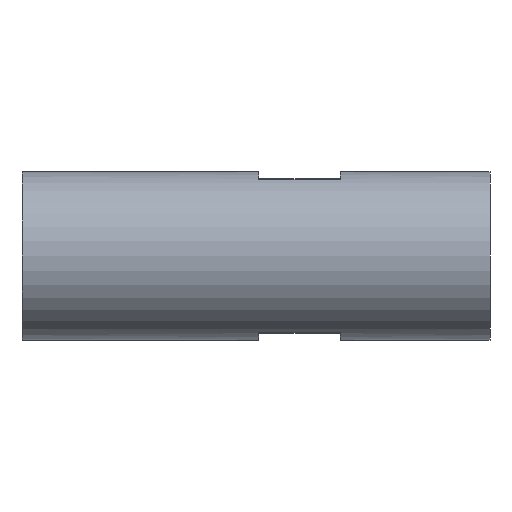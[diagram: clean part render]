
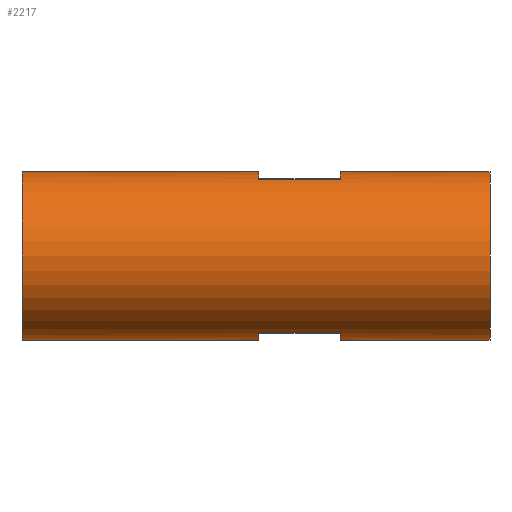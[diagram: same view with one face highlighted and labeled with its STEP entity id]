
A CAD part, front view. The second image highlights one B-rep face of the part: STEP entity #2217.
In plain terms, the highlighted cylindrical face has radius 31 mm (diameter 62 mm), a partial arc.
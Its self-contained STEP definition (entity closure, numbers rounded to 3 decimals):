
#1331=CYLINDRICAL_SURFACE('',#11752,31.);
#1687=FACE_OUTER_BOUND('',#3441,.T.);
#2217=ADVANCED_FACE('',(#1687),#1331,.T.);
#2956=CIRCLE('',#11745,31.);
#2957=CIRCLE('',#11747,31.);
#2958=CIRCLE('',#11748,31.);
#2959=CIRCLE('',#11749,31.);
#2960=CIRCLE('',#11750,31.);
#2961=CIRCLE('',#11751,31.);
#3441=EDGE_LOOP('',(#5668,#5669,#5670,#5671,#5672,#5673,#5674,#5675,#5676,
#5677,#5678,#5679));
#5668=ORIENTED_EDGE('',*,*,#8653,.F.);
#5669=ORIENTED_EDGE('',*,*,#8654,.T.);
#5670=ORIENTED_EDGE('',*,*,#8655,.F.);
#5671=ORIENTED_EDGE('',*,*,#8652,.T.);
#5672=ORIENTED_EDGE('',*,*,#8656,.F.);
#5673=ORIENTED_EDGE('',*,*,#8657,.T.);
#5674=ORIENTED_EDGE('',*,*,#8658,.F.);
#5675=ORIENTED_EDGE('',*,*,#8659,.T.);
#5676=ORIENTED_EDGE('',*,*,#8660,.T.);
#5677=ORIENTED_EDGE('',*,*,#8661,.T.);
#5678=ORIENTED_EDGE('',*,*,#8662,.T.);
#5679=ORIENTED_EDGE('',*,*,#8663,.T.);
#7313=VERTEX_POINT('',#22779);
#7314=VERTEX_POINT('',#22780);
#7315=VERTEX_POINT('',#22784);
#7316=VERTEX_POINT('',#22785);
#7317=VERTEX_POINT('',#22787);
#7318=VERTEX_POINT('',#22790);
#7319=VERTEX_POINT('',#22792);
#7320=VERTEX_POINT('',#22794);
#7321=VERTEX_POINT('',#22796);
#7322=VERTEX_POINT('',#22798);
#7323=VERTEX_POINT('',#22800);
#7324=VERTEX_POINT('',#22802);
#8652=EDGE_CURVE('',#7314,#7313,#2956,.T.);
#8653=EDGE_CURVE('',#7315,#7316,#9749,.T.);
#8654=EDGE_CURVE('',#7315,#7317,#2957,.T.);
#8655=EDGE_CURVE('',#7314,#7317,#9750,.T.);
#8656=EDGE_CURVE('',#7318,#7313,#9751,.T.);
#8657=EDGE_CURVE('',#7318,#7319,#2958,.T.);
#8658=EDGE_CURVE('',#7320,#7319,#9752,.T.);
#8659=EDGE_CURVE('',#7320,#7321,#2959,.T.);
#8660=EDGE_CURVE('',#7321,#7322,#9753,.T.);
#8661=EDGE_CURVE('',#7322,#7323,#2960,.T.);
#8662=EDGE_CURVE('',#7323,#7324,#9754,.T.);
#8663=EDGE_CURVE('',#7324,#7316,#2961,.T.);
#9749=LINE('',#22783,#10814);
#9750=LINE('',#22788,#10815);
#9751=LINE('',#22789,#10816);
#9752=LINE('',#22793,#10817);
#9753=LINE('',#22797,#10818);
#9754=LINE('',#22801,#10819);
#10814=VECTOR('',#13622,1.);
#10815=VECTOR('',#13625,1.);
#10816=VECTOR('',#13626,1.);
#10817=VECTOR('',#13629,1.);
#10818=VECTOR('',#13632,1.);
#10819=VECTOR('',#13635,1.);
#11745=AXIS2_PLACEMENT_3D('',#22781,#13618,#13619);
#11747=AXIS2_PLACEMENT_3D('',#22786,#13623,#13624);
#11748=AXIS2_PLACEMENT_3D('',#22791,#13627,#13628);
#11749=AXIS2_PLACEMENT_3D('',#22795,#13630,#13631);
#11750=AXIS2_PLACEMENT_3D('',#22799,#13633,#13634);
#11751=AXIS2_PLACEMENT_3D('',#22803,#13636,#13637);
#11752=AXIS2_PLACEMENT_3D('',#22804,#13638,#13639);
#13618=DIRECTION('',(-1.,0.,0.));
#13619=DIRECTION('',(0.,-1.,0.));
#13622=DIRECTION('',(-1.,0.,0.));
#13623=DIRECTION('',(1.,0.,0.));
#13624=DIRECTION('',(0.,-0.915,0.403));
#13625=DIRECTION('',(-1.,0.,0.));
#13626=DIRECTION('',(1.,0.,0.));
#13627=DIRECTION('',(1.,0.,0.));
#13628=DIRECTION('',(0.,1.,0.));
#13629=DIRECTION('',(1.,0.,0.));
#13630=DIRECTION('',(-1.,0.,0.));
#13631=DIRECTION('',(0.,0.915,0.403));
#13632=DIRECTION('',(-1.,0.,0.));
#13633=DIRECTION('',(1.,0.,0.));
#13634=DIRECTION('',(0.,1.,0.));
#13635=DIRECTION('',(1.,0.,0.));
#13636=DIRECTION('',(-1.,0.,0.));
#13637=DIRECTION('',(0.,-1.,0.));
#13638=DIRECTION('',(1.,0.,0.));
#13639=DIRECTION('',(0.,1.,0.));
#22779=CARTESIAN_POINT('',(172.,31.,0.));
#22780=CARTESIAN_POINT('',(172.,-31.,0.));
#22781=CARTESIAN_POINT('',(172.,0.,0.));
#22783=CARTESIAN_POINT('',(117.,-28.368,12.5));
#22784=CARTESIAN_POINT('',(117.,-28.368,12.5));
#22785=CARTESIAN_POINT('',(87.,-28.368,12.5));
#22786=CARTESIAN_POINT('',(117.,0.,0.));
#22787=CARTESIAN_POINT('',(117.,-31.,0.));
#22788=CARTESIAN_POINT('',(117.,-31.,0.));
#22789=CARTESIAN_POINT('',(117.,31.,0.));
#22790=CARTESIAN_POINT('',(117.,31.,0.));
#22791=CARTESIAN_POINT('',(117.,0.,0.));
#22792=CARTESIAN_POINT('',(117.,28.368,12.5));
#22793=CARTESIAN_POINT('',(87.,28.368,12.5));
#22794=CARTESIAN_POINT('',(87.,28.368,12.5));
#22795=CARTESIAN_POINT('',(87.,0.,0.));
#22796=CARTESIAN_POINT('',(87.,31.,0.));
#22797=CARTESIAN_POINT('',(0.,31.,0.));
#22798=CARTESIAN_POINT('',(0.,31.,0.));
#22799=CARTESIAN_POINT('',(0.,0.,0.));
#22800=CARTESIAN_POINT('',(0.,-31.,0.));
#22801=CARTESIAN_POINT('',(0.,-31.,0.));
#22802=CARTESIAN_POINT('',(87.,-31.,0.));
#22803=CARTESIAN_POINT('',(87.,0.,0.));
#22804=CARTESIAN_POINT('',(-8.6,0.,0.));
